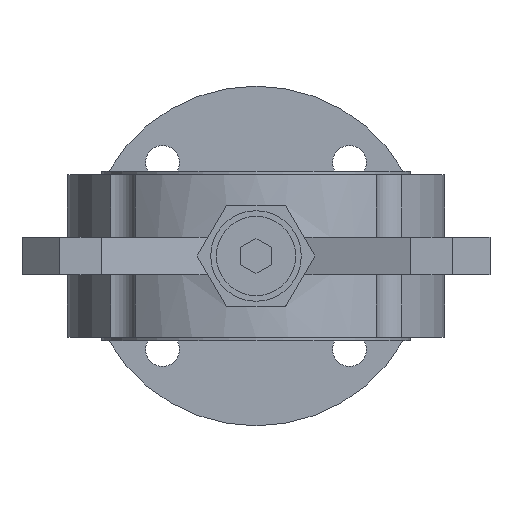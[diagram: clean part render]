
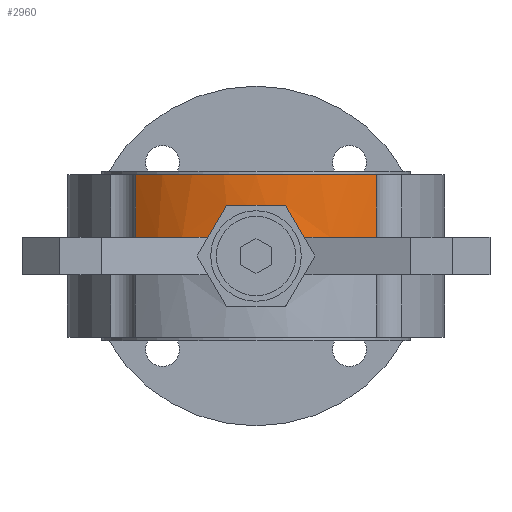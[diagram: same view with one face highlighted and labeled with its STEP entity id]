
A CAD part, front view. The second image highlights one B-rep face of the part: STEP entity #2960.
In plain terms, the highlighted cylindrical face has radius 50 mm (diameter 100 mm), a partial arc.
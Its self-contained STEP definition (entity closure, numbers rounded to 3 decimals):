
#409 = CARTESIAN_POINT ( 'NONE',  ( 31.902, -38.5, 5. ) ) ;
#590 = VECTOR ( 'NONE', #22137, 1000. ) ;
#861 =( BOUNDED_CURVE ( )  B_SPLINE_CURVE ( 3, ( #2283, #2364, #20045, #18337 ),
 .UNSPECIFIED., .F., .F. ) 
 B_SPLINE_CURVE_WITH_KNOTS ( ( 4, 4 ),
 ( 4.456, 4.556 ),
 .UNSPECIFIED. ) 
 CURVE ( )  GEOMETRIC_REPRESENTATION_ITEM ( )  RATIONAL_B_SPLINE_CURVE ( ( 1., 0.999, 0.999, 1. ) ) 
 REPRESENTATION_ITEM ( '' )  );
#968 = ORIENTED_EDGE ( 'NONE', *, *, #15693, .T. ) ;
#1424 = VERTEX_POINT ( 'NONE', #7258 ) ;
#2196 = CIRCLE ( 'NONE', #4097, 50. ) ;
#2283 = CARTESIAN_POINT ( 'NONE',  ( -12.702, -48.36, 5. ) ) ;
#2364 = CARTESIAN_POINT ( 'NONE',  ( -11.084, -48.785, 7.802 ) ) ;
#2393 = ORIENTED_EDGE ( 'NONE', *, *, #13679, .T. ) ;
#2960 = ADVANCED_FACE ( 'NONE', ( #23269 ), #12799, .T. ) ;
#3093 = CARTESIAN_POINT ( 'NONE',  ( 7.794, -49.389, 13.5 ) ) ;
#4041 = ORIENTED_EDGE ( 'NONE', *, *, #13853, .T. ) ;
#4097 = AXIS2_PLACEMENT_3D ( 'NONE', #5721, #21262, #11553 ) ;
#4265 = CARTESIAN_POINT ( 'NONE',  ( 0., 0., 13.5 ) ) ;
#4911 = AXIS2_PLACEMENT_3D ( 'NONE', #4265, #6265, #18255 ) ;
#5096 = ORIENTED_EDGE ( 'NONE', *, *, #6280, .T. ) ;
#5721 = CARTESIAN_POINT ( 'NONE',  ( 0., 0., 5. ) ) ;
#5998 = EDGE_CURVE ( 'NONE', #20332, #1424, #2196, .T. ) ;
#6173 = CIRCLE ( 'NONE', #16141, 50. ) ;
#6265 = DIRECTION ( 'NONE',  ( 0., 0., 1. ) ) ;
#6280 = EDGE_CURVE ( 'NONE', #1424, #13467, #861, .T. ) ;
#6430 = CARTESIAN_POINT ( 'NONE',  ( 0., 0., 21.5 ) ) ;
#6536 = VECTOR ( 'NONE', #16496, 1000. ) ;
#6787 = ORIENTED_EDGE ( 'NONE', *, *, #5998, .T. ) ;
#6846 = CARTESIAN_POINT ( 'NONE',  ( 7.794, -49.389, 13.5 ) ) ;
#7073 = CIRCLE ( 'NONE', #23057, 50. ) ;
#7258 = CARTESIAN_POINT ( 'NONE',  ( -12.702, -48.36, 5. ) ) ;
#7560 = DIRECTION ( 'NONE',  ( 1., 0., 0. ) ) ;
#7634 = AXIS2_PLACEMENT_3D ( 'NONE', #16022, #15937, #9945 ) ;
#8370 = DIRECTION ( 'NONE',  ( 0., 0., 1. ) ) ;
#9141 = VERTEX_POINT ( 'NONE', #14442 ) ;
#9185 = CARTESIAN_POINT ( 'NONE',  ( 11.084, -48.785, 7.802 ) ) ;
#9945 = DIRECTION ( 'NONE',  ( 1., 0., 0. ) ) ;
#10118 = ORIENTED_EDGE ( 'NONE', *, *, #17289, .T. ) ;
#10364 = EDGE_CURVE ( 'NONE', #9141, #22627, #7073, .T. ) ;
#11445 = CARTESIAN_POINT ( 'NONE',  ( 31.902, -38.5, 21.5 ) ) ;
#11553 = DIRECTION ( 'NONE',  ( 1., 0., 0. ) ) ;
#12319 = LINE ( 'NONE', #20550, #6536 ) ;
#12491 = CARTESIAN_POINT ( 'NONE',  ( 31.902, -38.5, 0. ) ) ;
#12497 =( BOUNDED_CURVE ( )  B_SPLINE_CURVE ( 3, ( #3093, #24737, #9185, #24890 ),
 .UNSPECIFIED., .F., .F. ) 
 B_SPLINE_CURVE_WITH_KNOTS ( ( 4, 4 ),
 ( 1.727, 1.828 ),
 .UNSPECIFIED. ) 
 CURVE ( )  GEOMETRIC_REPRESENTATION_ITEM ( )  RATIONAL_B_SPLINE_CURVE ( ( 1., 0.999, 0.999, 1. ) ) 
 REPRESENTATION_ITEM ( '' )  );
#12799 = CYLINDRICAL_SURFACE ( 'NONE', #7634, 50. ) ;
#13467 = VERTEX_POINT ( 'NONE', #14933 ) ;
#13679 = EDGE_CURVE ( 'NONE', #21099, #23279, #6173, .T. ) ;
#13853 = EDGE_CURVE ( 'NONE', #23279, #22627, #14759, .T. ) ;
#14442 = CARTESIAN_POINT ( 'NONE',  ( -31.902, -38.5, 21.5 ) ) ;
#14759 = LINE ( 'NONE', #12491, #590 ) ;
#14933 = CARTESIAN_POINT ( 'NONE',  ( -7.794, -49.389, 13.5 ) ) ;
#15693 = EDGE_CURVE ( 'NONE', #9141, #20332, #12319, .T. ) ;
#15937 = DIRECTION ( 'NONE',  ( 0., 0., 1. ) ) ;
#16022 = CARTESIAN_POINT ( 'NONE',  ( 0., 0., 115.101 ) ) ;
#16141 = AXIS2_PLACEMENT_3D ( 'NONE', #19310, #25237, #7560 ) ;
#16496 = DIRECTION ( 'NONE',  ( 0., 0., -1. ) ) ;
#17289 = EDGE_CURVE ( 'NONE', #23612, #21099, #12497, .T. ) ;
#18255 = DIRECTION ( 'NONE',  ( -1., 0., 0. ) ) ;
#18337 = CARTESIAN_POINT ( 'NONE',  ( -7.794, -49.389, 13.5 ) ) ;
#19310 = CARTESIAN_POINT ( 'NONE',  ( 0., 0., 5. ) ) ;
#20045 = CARTESIAN_POINT ( 'NONE',  ( -9.447, -49.128, 10.638 ) ) ;
#20332 = VERTEX_POINT ( 'NONE', #22688 ) ;
#20550 = CARTESIAN_POINT ( 'NONE',  ( -31.902, -38.5, 0. ) ) ;
#21099 = VERTEX_POINT ( 'NONE', #22356 ) ;
#21262 = DIRECTION ( 'NONE',  ( 0., 0., 1. ) ) ;
#21432 = ORIENTED_EDGE ( 'NONE', *, *, #10364, .F. ) ;
#22113 = DIRECTION ( 'NONE',  ( 1., 0., 0. ) ) ;
#22137 = DIRECTION ( 'NONE',  ( 0., 0., 1. ) ) ;
#22356 = CARTESIAN_POINT ( 'NONE',  ( 12.702, -48.36, 5. ) ) ;
#22607 = ORIENTED_EDGE ( 'NONE', *, *, #24710, .T. ) ;
#22627 = VERTEX_POINT ( 'NONE', #11445 ) ;
#22688 = CARTESIAN_POINT ( 'NONE',  ( -31.902, -38.5, 5. ) ) ;
#23057 = AXIS2_PLACEMENT_3D ( 'NONE', #6430, #8370, #22113 ) ;
#23160 = EDGE_LOOP ( 'NONE', ( #21432, #968, #6787, #5096, #22607, #10118, #2393, #4041 ) ) ;
#23269 = FACE_OUTER_BOUND ( 'NONE', #23160, .T. ) ;
#23279 = VERTEX_POINT ( 'NONE', #409 ) ;
#23466 = CIRCLE ( 'NONE', #4911, 50. ) ;
#23612 = VERTEX_POINT ( 'NONE', #6846 ) ;
#24710 = EDGE_CURVE ( 'NONE', #13467, #23612, #23466, .T. ) ;
#24737 = CARTESIAN_POINT ( 'NONE',  ( 9.447, -49.128, 10.638 ) ) ;
#24890 = CARTESIAN_POINT ( 'NONE',  ( 12.702, -48.36, 5. ) ) ;
#25237 = DIRECTION ( 'NONE',  ( 0., 0., 1. ) ) ;
